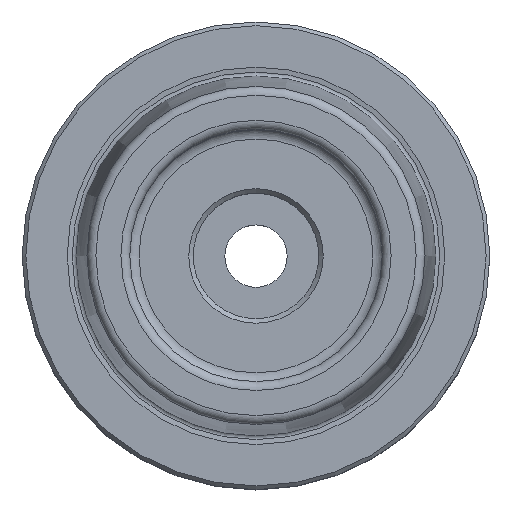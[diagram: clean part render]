
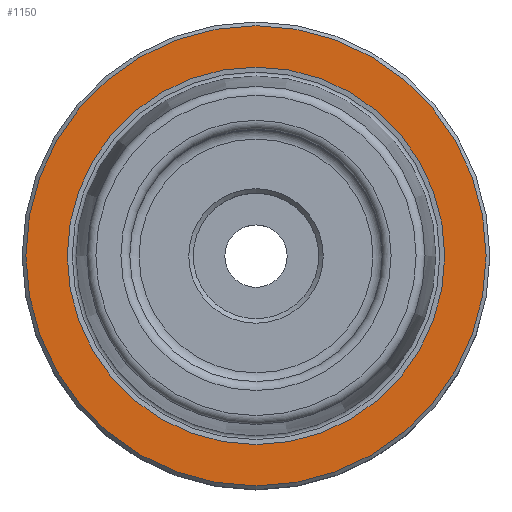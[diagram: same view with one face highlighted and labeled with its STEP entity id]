
A CAD part, top view. The second image highlights one B-rep face of the part: STEP entity #1150.
In plain terms, the highlighted planar face has unit normal (0, 0, 1).
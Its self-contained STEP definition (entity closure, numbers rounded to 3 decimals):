
#122=ORIENTED_EDGE('',*,*,#234,.T.);
#123=ORIENTED_EDGE('',*,*,#233,.F.);
#233=EDGE_CURVE('',#298,#298,#363,.T.);
#234=EDGE_CURVE('',#299,#299,#364,.T.);
#298=VERTEX_POINT('',#1668);
#299=VERTEX_POINT('',#1671);
#363=CIRCLE('',#1247,25.423);
#364=CIRCLE('',#1249,31.);
#447=EDGE_LOOP('',(#122));
#448=EDGE_LOOP('',(#123));
#577=FACE_BOUND('',#447,.T.);
#578=FACE_BOUND('',#448,.T.);
#666=PLANE('',#1248);
#1150=ADVANCED_FACE('',(#577,#578),#666,.T.);
#1247=AXIS2_PLACEMENT_3D('',#1667,#1429,#1430);
#1248=AXIS2_PLACEMENT_3D('',#1669,#1431,#1432);
#1249=AXIS2_PLACEMENT_3D('',#1670,#1433,#1434);
#1429=DIRECTION('',(0.,0.,1.));
#1430=DIRECTION('',(1.,0.,0.));
#1431=DIRECTION('',(0.,0.,1.));
#1432=DIRECTION('',(1.,0.,0.));
#1433=DIRECTION('',(0.,0.,1.));
#1434=DIRECTION('',(1.,0.,0.));
#1667=CARTESIAN_POINT('',(0.,0.,0.));
#1668=CARTESIAN_POINT('',(25.423,0.,0.));
#1669=CARTESIAN_POINT('',(25.423,0.,0.));
#1670=CARTESIAN_POINT('',(0.,0.,0.));
#1671=CARTESIAN_POINT('',(31.,0.,0.));
